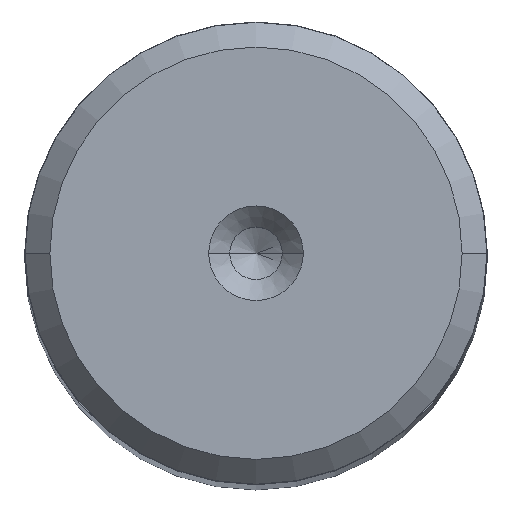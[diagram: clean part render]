
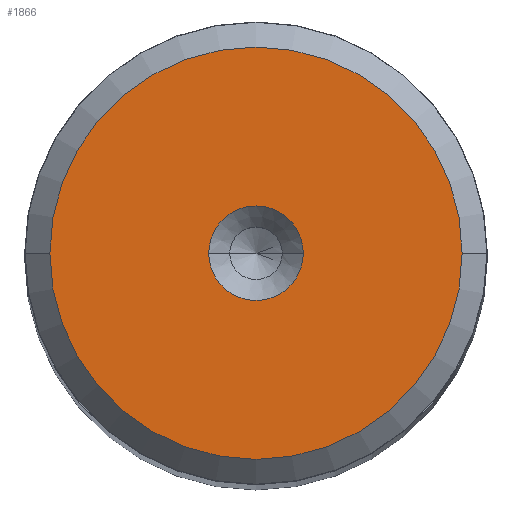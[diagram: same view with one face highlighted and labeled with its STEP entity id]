
A CAD part, top view. The second image highlights one B-rep face of the part: STEP entity #1866.
In plain terms, the highlighted planar face has unit normal (0, 0, 1).
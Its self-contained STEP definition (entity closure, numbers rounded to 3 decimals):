
#73 = PLANE ( 'NONE',  #2611 ) ;
#273 = CARTESIAN_POINT ( 'NONE',  ( 0., 0., 150. ) ) ;
#300 = DIRECTION ( 'NONE',  ( 1., 0., 0. ) ) ;
#345 = DIRECTION ( 'NONE',  ( 0., 0., 1. ) ) ;
#360 = EDGE_CURVE ( 'NONE', #544, #1733, #1406, .T. ) ;
#449 = EDGE_CURVE ( 'NONE', #1154, #2355, #1062, .T. ) ;
#484 = ORIENTED_EDGE ( 'NONE', *, *, #931, .F. ) ;
#544 = VERTEX_POINT ( 'NONE', #2088 ) ;
#623 = CARTESIAN_POINT ( 'NONE',  ( -9.809, 0., 150. ) ) ;
#767 = DIRECTION ( 'NONE',  ( 0., 0., 1. ) ) ;
#791 = FACE_OUTER_BOUND ( 'NONE', #1761, .T. ) ;
#931 = EDGE_CURVE ( 'NONE', #1733, #544, #1710, .T. ) ;
#1052 = ORIENTED_EDGE ( 'NONE', *, *, #1375, .T. ) ;
#1062 = CIRCLE ( 'NONE', #1800, 9.809 ) ;
#1154 = VERTEX_POINT ( 'NONE', #1961 ) ;
#1365 = ORIENTED_EDGE ( 'NONE', *, *, #449, .T. ) ;
#1375 = EDGE_CURVE ( 'NONE', #2355, #1154, #2258, .T. ) ;
#1406 = CIRCLE ( 'NONE', #2679, 2.25 ) ;
#1520 = DIRECTION ( 'NONE',  ( 0., 0., 1. ) ) ;
#1631 = DIRECTION ( 'NONE',  ( 0., 0., 1. ) ) ;
#1710 = CIRCLE ( 'NONE', #1743, 2.25 ) ;
#1733 = VERTEX_POINT ( 'NONE', #2571 ) ;
#1743 = AXIS2_PLACEMENT_3D ( 'NONE', #2172, #1520, #2396 ) ;
#1761 = EDGE_LOOP ( 'NONE', ( #1052, #1365 ) ) ;
#1783 = DIRECTION ( 'NONE',  ( 0., 0., 1. ) ) ;
#1800 = AXIS2_PLACEMENT_3D ( 'NONE', #2067, #767, #2284 ) ;
#1866 = ADVANCED_FACE ( 'NONE', ( #1888, #791 ), #73, .T. ) ;
#1888 = FACE_BOUND ( 'NONE', #2148, .T. ) ;
#1961 = CARTESIAN_POINT ( 'NONE',  ( 9.809, 0., 150. ) ) ;
#2059 = DIRECTION ( 'NONE',  ( 1., 0., 0. ) ) ;
#2067 = CARTESIAN_POINT ( 'NONE',  ( 0., 0., 150. ) ) ;
#2088 = CARTESIAN_POINT ( 'NONE',  ( -2.25, 0., 150. ) ) ;
#2128 = AXIS2_PLACEMENT_3D ( 'NONE', #2483, #1631, #2519 ) ;
#2148 = EDGE_LOOP ( 'NONE', ( #484, #2798 ) ) ;
#2172 = CARTESIAN_POINT ( 'NONE',  ( 0., 0., 150. ) ) ;
#2258 = CIRCLE ( 'NONE', #2128, 9.809 ) ;
#2284 = DIRECTION ( 'NONE',  ( 1., 0., 0. ) ) ;
#2355 = VERTEX_POINT ( 'NONE', #623 ) ;
#2396 = DIRECTION ( 'NONE',  ( 1., 0., 0. ) ) ;
#2483 = CARTESIAN_POINT ( 'NONE',  ( 0., 0., 150. ) ) ;
#2495 = CARTESIAN_POINT ( 'NONE',  ( 0., 0., 150. ) ) ;
#2519 = DIRECTION ( 'NONE',  ( 1., 0., 0. ) ) ;
#2571 = CARTESIAN_POINT ( 'NONE',  ( 2.25, 0., 150. ) ) ;
#2611 = AXIS2_PLACEMENT_3D ( 'NONE', #273, #1783, #300 ) ;
#2679 = AXIS2_PLACEMENT_3D ( 'NONE', #2495, #345, #2059 ) ;
#2798 = ORIENTED_EDGE ( 'NONE', *, *, #360, .F. ) ;
